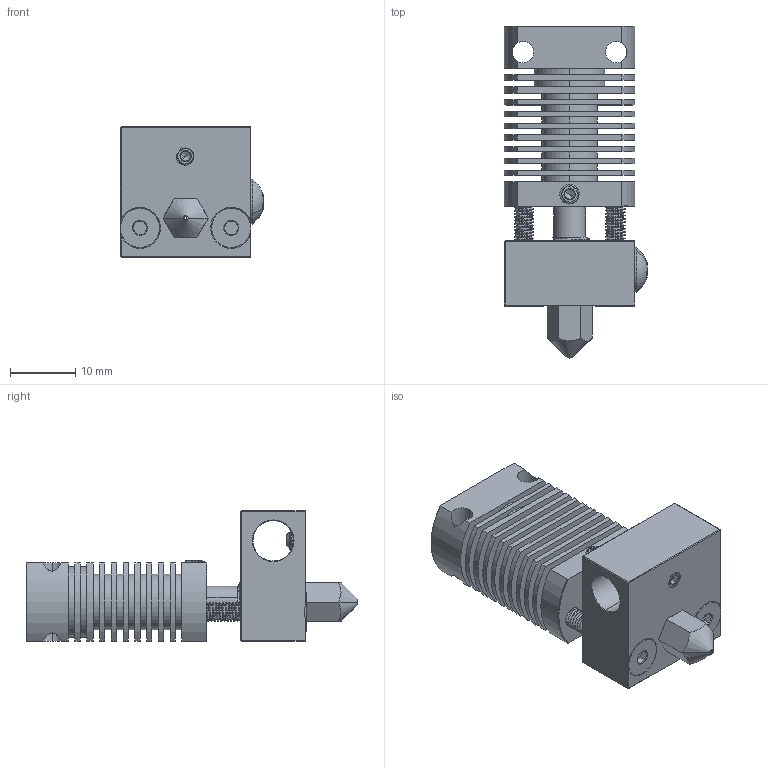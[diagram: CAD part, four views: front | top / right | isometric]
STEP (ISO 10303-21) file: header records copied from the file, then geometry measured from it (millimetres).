
FILE_DESCRIPTION (( 'STEP AP203' ), '1' );
FILE_NAME ('HotEnd.STEP', '2022-01-11T15:01:12', ( '' ), ( '' ), 'SwSTEP 2.0', 'SolidWorks 2021', '' );
FILE_SCHEMA (( 'CONFIG_CONTROL_DESIGN' ));
Length unit declared in the file: millimetre
Products named in the file (8): HeatBreak_D‚faut<Brut d''usinage>; 91390A097_Alloy Steel Cup-Point Set Screw_91390A097; HotEnd; 92467A478_18-8 Stainless Steel Extra-Wide Truss Head Phillips Screws_92467A478; HeatBlock_D‚faut<Brut d''usinage>; Nozzle_D‚faut<Brut d''usinage>; HeatSink_D‚faut<Brut d''usinage>; 92125A135_18-8 Stainless Steel Hex Drive Flat Head Screw_92125A135
Assembly tree (9 placements, depth 2):
  HotEnd
    HeatBlock_D‚faut<Brut d''usinage>
    HeatSink_D‚faut<Brut d''usinage>
    HeatBreak_D‚faut<Brut d''usinage>
    Nozzle_D‚faut<Brut d''usinage>
    92125A135_18-8 Stainless Steel Hex Drive Flat Head Screw_92125A135  x2
    92467A478_18-8 Stainless Steel Extra-Wide Truss Head Phillips Screws_92467A478
    91390A097_Alloy Steel Cup-Point Set Screw_91390A097  x2
Bounding box: 21.96 x 50.9 x 20 mm (x, y, z)
Volume: 6958.4 mm3; surface area: 10346.8 mm2
Topology: 9 solids, 9 shells, 691 faces, 1819 edges, 1158 vertices
Faces by surface type: cylinder 401, plane 150, cone 118, bspline 20, sphere 2
Entity records: 22670 total; most frequent: CARTESIAN_POINT 10836, ORIENTED_EDGE 2536, DIRECTION 2066, EDGE_CURVE 1268, VERTEX_POINT 811, AXIS2_PLACEMENT_3D 777, EDGE_LOOP 541, LINE 512
